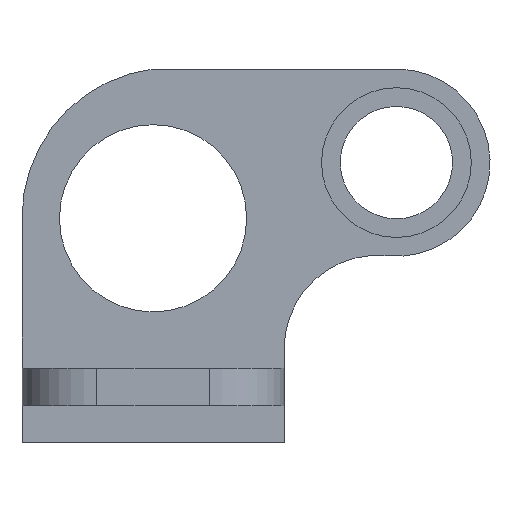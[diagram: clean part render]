
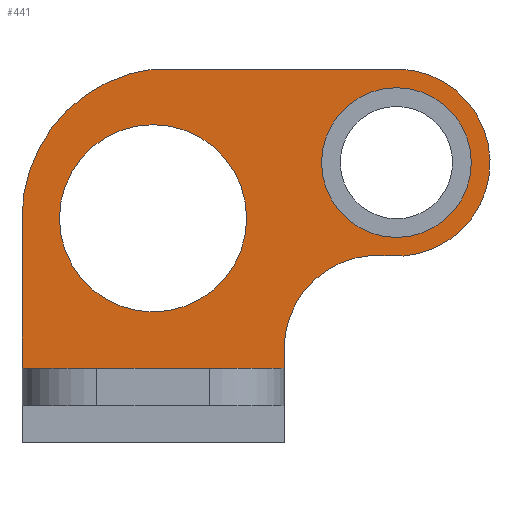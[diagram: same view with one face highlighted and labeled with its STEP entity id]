
A CAD part, front view. The second image highlights one B-rep face of the part: STEP entity #441.
In plain terms, the highlighted planar face has unit normal (0, -1, 0).
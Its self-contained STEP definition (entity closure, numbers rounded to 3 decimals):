
#17=FACE_BOUND('',#89,.T.);
#18=FACE_BOUND('',#90,.T.);
#26=CIRCLE('',#477,20.);
#32=CIRCLE('',#490,25.);
#33=CIRCLE('',#491,25.);
#34=CIRCLE('',#492,40.);
#35=CIRCLE('',#493,25.);
#62=FACE_OUTER_BOUND('',#88,.T.);
#88=EDGE_LOOP('',(#338,#339,#340,#341,#342,#343,#344));
#89=EDGE_LOOP('',(#345));
#90=EDGE_LOOP('',(#346));
#117=LINE('',#689,#157);
#125=LINE('',#707,#165);
#126=LINE('',#713,#166);
#127=LINE('',#716,#167);
#157=VECTOR('',#561,10.);
#165=VECTOR('',#579,10.);
#166=VECTOR('',#584,10.);
#167=VECTOR('',#587,10.);
#193=VERTEX_POINT('',#666);
#201=VERTEX_POINT('',#686);
#202=VERTEX_POINT('',#688);
#207=VERTEX_POINT('',#706);
#208=VERTEX_POINT('',#708);
#209=VERTEX_POINT('',#710);
#210=VERTEX_POINT('',#712);
#211=VERTEX_POINT('',#714);
#212=VERTEX_POINT('',#717);
#238=EDGE_CURVE('',#193,#193,#26,.T.);
#247=EDGE_CURVE('',#202,#201,#117,.T.);
#256=EDGE_CURVE('',#201,#207,#125,.T.);
#257=EDGE_CURVE('',#207,#208,#32,.T.);
#258=EDGE_CURVE('',#209,#208,#33,.T.);
#259=EDGE_CURVE('',#210,#209,#126,.T.);
#260=EDGE_CURVE('',#211,#210,#34,.T.);
#261=EDGE_CURVE('',#202,#211,#127,.T.);
#262=EDGE_CURVE('',#212,#212,#35,.T.);
#338=ORIENTED_EDGE('',*,*,#247,.T.);
#339=ORIENTED_EDGE('',*,*,#256,.T.);
#340=ORIENTED_EDGE('',*,*,#257,.T.);
#341=ORIENTED_EDGE('',*,*,#258,.F.);
#342=ORIENTED_EDGE('',*,*,#259,.F.);
#343=ORIENTED_EDGE('',*,*,#260,.F.);
#344=ORIENTED_EDGE('',*,*,#261,.F.);
#345=ORIENTED_EDGE('',*,*,#238,.T.);
#346=ORIENTED_EDGE('',*,*,#262,.F.);
#410=PLANE('',#489);
#441=ADVANCED_FACE('',(#62,#17,#18),#410,.F.);
#477=AXIS2_PLACEMENT_3D('',#668,#541,#542);
#489=AXIS2_PLACEMENT_3D('',#705,#577,#578);
#490=AXIS2_PLACEMENT_3D('',#709,#580,#581);
#491=AXIS2_PLACEMENT_3D('',#711,#582,#583);
#492=AXIS2_PLACEMENT_3D('',#715,#585,#586);
#493=AXIS2_PLACEMENT_3D('',#718,#588,#589);
#541=DIRECTION('center_axis',(0.,1.,0.));
#542=DIRECTION('ref_axis',(1.,0.,0.));
#561=DIRECTION('',(1.,0.,0.));
#577=DIRECTION('center_axis',(0.,1.,0.));
#578=DIRECTION('ref_axis',(1.,0.,0.));
#579=DIRECTION('',(0.,0.,1.));
#580=DIRECTION('center_axis',(0.,1.,0.));
#581=DIRECTION('ref_axis',(-1.,0.,0.));
#582=DIRECTION('center_axis',(0.,1.,0.));
#583=DIRECTION('ref_axis',(1.,0.,0.));
#584=DIRECTION('',(1.,0.,0.));
#585=DIRECTION('center_axis',(0.,1.,0.));
#586=DIRECTION('ref_axis',(-1.,0.,0.));
#587=DIRECTION('',(0.,0.,1.));
#588=DIRECTION('center_axis',(0.,-1.,0.));
#589=DIRECTION('ref_axis',(1.,0.,0.));
#666=CARTESIAN_POINT('',(45.,0.,74.875));
#668=CARTESIAN_POINT('Origin',(65.,0.,74.875));
#686=CARTESIAN_POINT('',(35.,0.,20.));
#688=CARTESIAN_POINT('',(-35.,0.,20.));
#689=CARTESIAN_POINT('',(31.25,0.,20.));
#705=CARTESIAN_POINT('Origin',(27.5,0.,49.937));
#706=CARTESIAN_POINT('',(35.,0.,25.125));
#707=CARTESIAN_POINT('',(35.,0.,0.));
#708=CARTESIAN_POINT('',(62.5,0.,50.));
#709=CARTESIAN_POINT('Origin',(60.,0.,25.125));
#710=CARTESIAN_POINT('',(65.,0.,99.875));
#711=CARTESIAN_POINT('Origin',(65.,0.,74.875));
#712=CARTESIAN_POINT('',(0.,0.,99.875));
#713=CARTESIAN_POINT('',(0.,0.,99.875));
#714=CARTESIAN_POINT('',(-35.,0.,60.188));
#715=CARTESIAN_POINT('Origin',(5.,0.,60.188));
#716=CARTESIAN_POINT('',(-35.,0.,0.));
#717=CARTESIAN_POINT('',(-25.,0.,60.));
#718=CARTESIAN_POINT('Origin',(0.,0.,60.));
